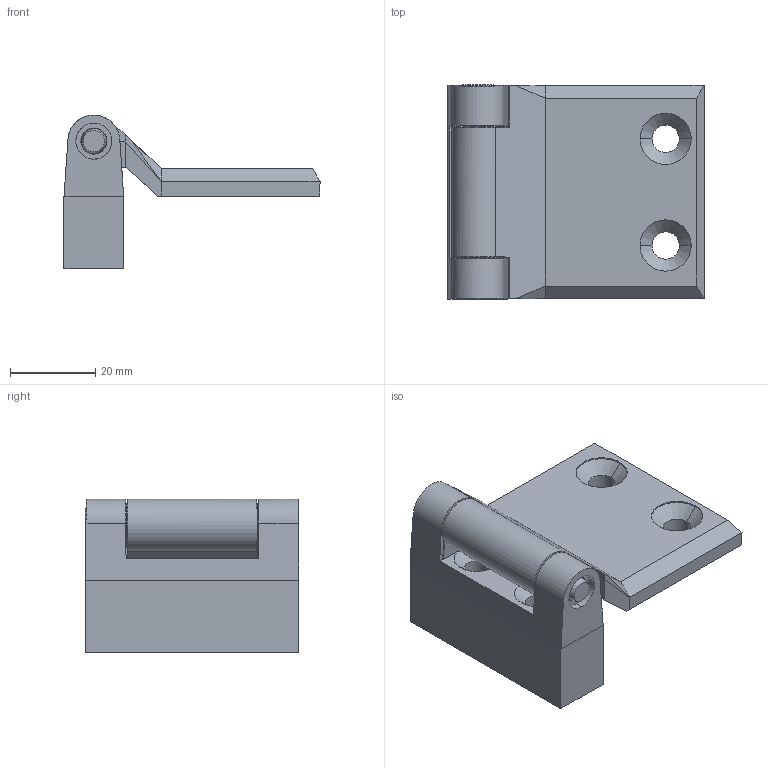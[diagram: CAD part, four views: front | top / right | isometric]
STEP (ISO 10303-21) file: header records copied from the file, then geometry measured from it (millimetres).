
FILE_DESCRIPTION (( 'STEP AP203' ), '1' );
FILE_NAME ('MK16.1.2.V2.17.STEP', '2022-06-29T05:29:58', ( '' ), ( '' ), 'SwSTEP 2.0', 'SolidWorks 2021', '' );
FILE_SCHEMA (( 'CONFIG_CONTROL_DESIGN' ));
Length unit declared in the file: millimetre
Products named in the file (1): MK16.1.2.V2.17
Bounding box: 60 x 50.09 x 36 mm (x, y, z)
Surface area: 16770.3 mm2 (no closed solid volume)
Topology: 0 solids, 4 shells, 173 faces, 538 edges, 372 vertices
Faces by surface type: plane 108, cone 36, cylinder 27, torus 2
Entity records: 6240 total; most frequent: CARTESIAN_POINT 1568, ORIENTED_EDGE 950, DIRECTION 884, EDGE_CURVE 538, VERTEX_POINT 372, LINE 316, VECTOR 316, AXIS2_PLACEMENT_3D 284
